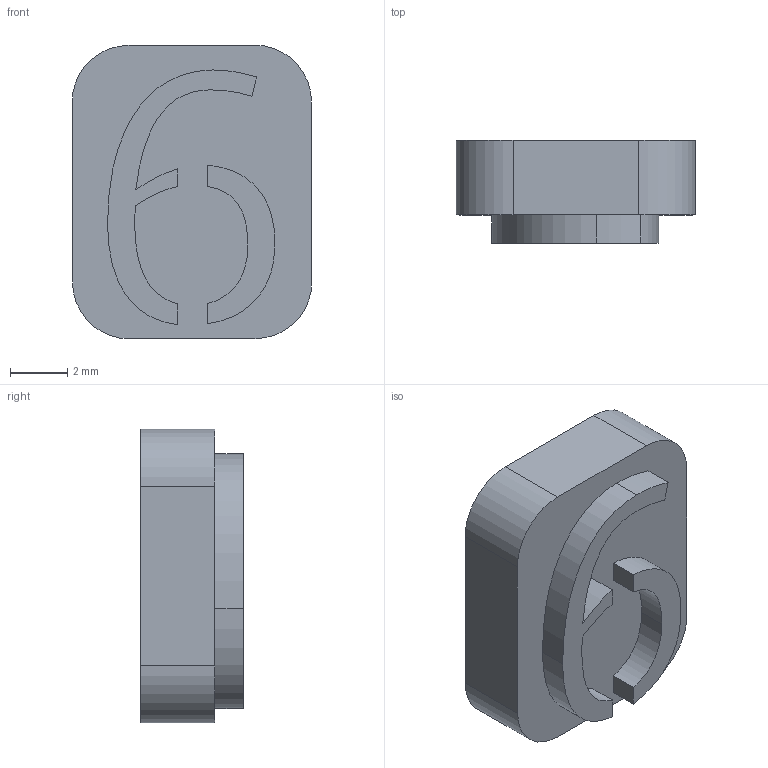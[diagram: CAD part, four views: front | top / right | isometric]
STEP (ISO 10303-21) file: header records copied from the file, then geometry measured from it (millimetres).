
FILE_DESCRIPTION (( 'STEP AP203' ), '1' );
FILE_NAME ('#6 diffuser.STEP', '2024-02-20T07:32:38', ( '' ), ( '' ), 'SwSTEP 2.0', 'SolidWorks 2022', '' );
FILE_SCHEMA (( 'CONFIG_CONTROL_DESIGN' ));
Length unit declared in the file: millimetre
Products named in the file (2): #6 diffuser
Assembly tree (1 placements, depth 2):
  #6 diffuser
    #6 diffuser
Bounding box: 8.41 x 3.6 x 10.31 mm (x, y, z)
Volume: 232.8 mm3; surface area: 299 mm2
Topology: 1 solids, 1 shells, 30 faces, 78 edges, 52 vertices
Faces by surface type: plane 13, bspline 13, cylinder 4
Entity records: 1340 total; most frequent: CARTESIAN_POINT 489, ORIENTED_EDGE 156, DIRECTION 102, EDGE_CURVE 78, VERTEX_POINT 52, VECTOR 44, LINE 44, EDGE_LOOP 32
